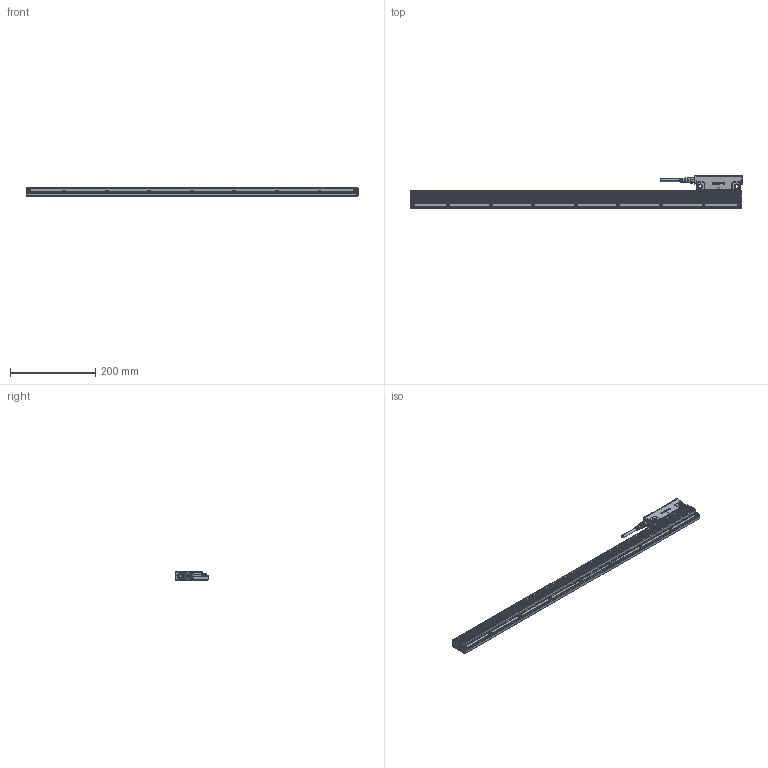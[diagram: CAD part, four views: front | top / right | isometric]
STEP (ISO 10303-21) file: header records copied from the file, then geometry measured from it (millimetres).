
FILE_DESCRIPTION(('CATIA V5 STEP','CAx-IF Rec.Pracs.--- Model Styling and Organization---1.4--- 2014-01-23'),'2;1');
FILE_NAME('SQ57-067-R.stp','2021-01-04T05:24:51+00:00',('none'),('none'),'CATIA Version 5-6 Release 2017 SP5','CATIA V5 STEP AP214','none');
FILE_SCHEMA(('AUTOMOTIVE_DESIGN { 1 0 10303 214 1 1 1 1 }'));
Products named in the file (4): SQ57-067-R; Head ASSY R; Scale cover 670; Scale base 670
Assembly tree (3 placements, depth 2):
  SQ57-067-R
    Head ASSY R
    Scale cover 670
    Scale base 670
Bounding box: 780.5 x 77.01 x 20 mm (x, y, z)
Volume: 445103.1 mm3; surface area: 299307.1 mm2
Topology: 3 solids, 33 shells, 3993 faces, 10671 edges, 6801 vertices
Faces by surface type: cone 1268, plane 1112, cylinder 879, bspline 517, torus 176, sphere 34, extrusion 7
Entity records: 143542 total; most frequent: CARTESIAN_POINT 53874, ORIENTED_EDGE 21234, DIRECTION 13657, EDGE_CURVE 10617, VERTEX_POINT 6801, AXIS2_PLACEMENT_3D 6706, VECTOR 4440, LINE 4433
